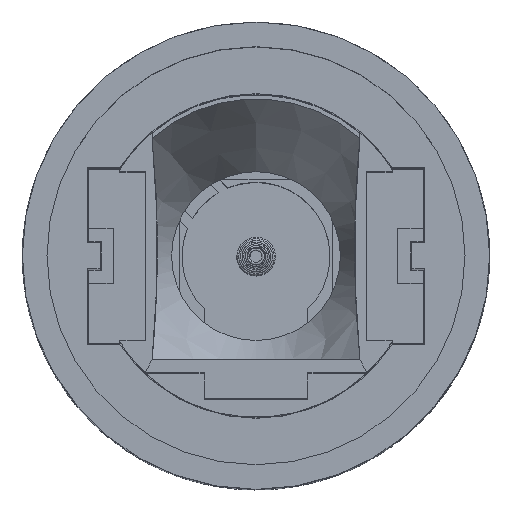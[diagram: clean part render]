
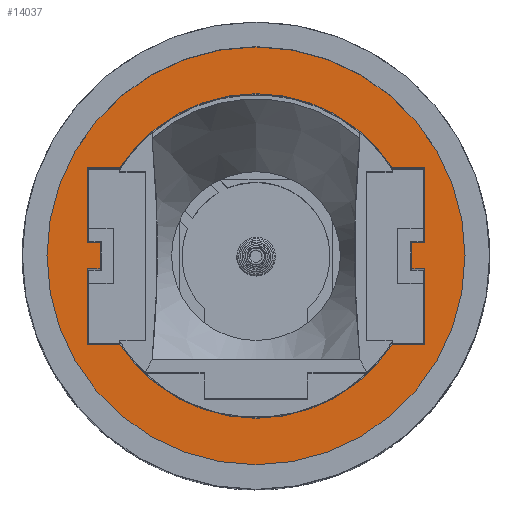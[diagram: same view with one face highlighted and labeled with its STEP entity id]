
A CAD part, top view. The second image highlights one B-rep face of the part: STEP entity #14037.
In plain terms, the highlighted planar face has unit normal (0, 0, 1).
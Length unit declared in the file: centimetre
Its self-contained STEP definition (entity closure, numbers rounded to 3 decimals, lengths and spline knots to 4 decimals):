
#48=FACE_BOUND('',#4996,.T.);
#1099=LINE('',#23092,#2539);
#1102=LINE('',#23097,#2542);
#1103=LINE('',#23100,#2543);
#1106=LINE('',#23106,#2546);
#1108=LINE('',#23111,#2548);
#1111=LINE('',#23116,#2551);
#1113=LINE('',#23120,#2553);
#1115=LINE('',#23124,#2555);
#1118=LINE('',#23132,#2558);
#1119=LINE('',#23135,#2559);
#1121=LINE('',#23139,#2561);
#1124=LINE('',#23146,#2564);
#1125=LINE('',#23149,#2565);
#1127=LINE('',#23152,#2567);
#2539=VECTOR('',#18364,1.);
#2542=VECTOR('',#18369,1.);
#2543=VECTOR('',#18372,1.);
#2546=VECTOR('',#18379,1.);
#2548=VECTOR('',#18383,1.);
#2551=VECTOR('',#18388,1.);
#2553=VECTOR('',#18392,1.);
#2555=VECTOR('',#18396,1.);
#2558=VECTOR('',#18405,1.);
#2559=VECTOR('',#18408,1.);
#2561=VECTOR('',#18412,1.);
#2564=VECTOR('',#18421,1.);
#2565=VECTOR('',#18424,1.);
#2567=VECTOR('',#18428,1.);
#3587=PLANE('',#15217);
#4224=FACE_OUTER_BOUND('',#4995,.T.);
#4995=EDGE_LOOP('',(#12215));
#4996=EDGE_LOOP('',(#12216,#12217,#12218,#12219,#12220,#12221,#12222,#12223,
#12224,#12225,#12226,#12227,#12228,#12229,#12230,#12231));
#5730=CIRCLE('',#15205,0.625);
#5731=CIRCLE('',#15210,0.625);
#5733=CIRCLE('',#15216,0.805);
#6788=VERTEX_POINT('',#23089);
#6789=VERTEX_POINT('',#23091);
#6790=VERTEX_POINT('',#23095);
#6791=VERTEX_POINT('',#23099);
#6792=VERTEX_POINT('',#23104);
#6793=VERTEX_POINT('',#23108);
#6794=VERTEX_POINT('',#23110);
#6795=VERTEX_POINT('',#23114);
#6796=VERTEX_POINT('',#23118);
#6797=VERTEX_POINT('',#23122);
#6798=VERTEX_POINT('',#23126);
#6799=VERTEX_POINT('',#23128);
#6800=VERTEX_POINT('',#23134);
#6801=VERTEX_POINT('',#23138);
#6802=VERTEX_POINT('',#23142);
#6803=VERTEX_POINT('',#23148);
#6805=VERTEX_POINT('',#23156);
#8652=EDGE_CURVE('',#6789,#6788,#1099,.T.);
#8655=EDGE_CURVE('',#6788,#6790,#1102,.T.);
#8656=EDGE_CURVE('',#6791,#6789,#1103,.T.);
#8659=EDGE_CURVE('',#6790,#6792,#1106,.T.);
#8661=EDGE_CURVE('',#6794,#6793,#1108,.T.);
#8664=EDGE_CURVE('',#6793,#6795,#1111,.T.);
#8666=EDGE_CURVE('',#6795,#6796,#1113,.T.);
#8668=EDGE_CURVE('',#6796,#6797,#1115,.T.);
#8670=EDGE_CURVE('',#6799,#6798,#5730,.T.);
#8672=EDGE_CURVE('',#6797,#6799,#1118,.T.);
#8673=EDGE_CURVE('',#6800,#6794,#1119,.T.);
#8675=EDGE_CURVE('',#6801,#6800,#1121,.T.);
#8677=EDGE_CURVE('',#6802,#6801,#5731,.T.);
#8679=EDGE_CURVE('',#6792,#6802,#1124,.T.);
#8680=EDGE_CURVE('',#6803,#6791,#1125,.T.);
#8682=EDGE_CURVE('',#6798,#6803,#1127,.T.);
#8685=EDGE_CURVE('',#6805,#6805,#5733,.T.);
#12215=ORIENTED_EDGE('',*,*,#8685,.T.);
#12216=ORIENTED_EDGE('',*,*,#8670,.T.);
#12217=ORIENTED_EDGE('',*,*,#8682,.T.);
#12218=ORIENTED_EDGE('',*,*,#8680,.T.);
#12219=ORIENTED_EDGE('',*,*,#8656,.T.);
#12220=ORIENTED_EDGE('',*,*,#8652,.T.);
#12221=ORIENTED_EDGE('',*,*,#8655,.T.);
#12222=ORIENTED_EDGE('',*,*,#8659,.T.);
#12223=ORIENTED_EDGE('',*,*,#8679,.T.);
#12224=ORIENTED_EDGE('',*,*,#8677,.T.);
#12225=ORIENTED_EDGE('',*,*,#8675,.T.);
#12226=ORIENTED_EDGE('',*,*,#8673,.T.);
#12227=ORIENTED_EDGE('',*,*,#8661,.T.);
#12228=ORIENTED_EDGE('',*,*,#8664,.T.);
#12229=ORIENTED_EDGE('',*,*,#8666,.T.);
#12230=ORIENTED_EDGE('',*,*,#8668,.T.);
#12231=ORIENTED_EDGE('',*,*,#8672,.T.);
#14037=ADVANCED_FACE('',(#4224,#48),#3587,.F.);
#15205=AXIS2_PLACEMENT_3D('',#23129,#18400,#18401);
#15210=AXIS2_PLACEMENT_3D('',#23143,#18416,#18417);
#15216=AXIS2_PLACEMENT_3D('',#23158,#18434,#18435);
#15217=AXIS2_PLACEMENT_3D('',#23159,#18436,#18437);
#18364=DIRECTION('',(0.,-1.,0.));
#18369=DIRECTION('',(1.,0.,0.));
#18372=DIRECTION('',(-1.,0.,0.));
#18379=DIRECTION('',(0.,-1.,0.));
#18383=DIRECTION('',(1.,0.,0.));
#18388=DIRECTION('',(0.,1.,0.));
#18392=DIRECTION('',(-1.,0.,0.));
#18396=DIRECTION('',(0.,1.,0.));
#18400=DIRECTION('center_axis',(0.,0.,-1.));
#18401=DIRECTION('ref_axis',(0.839,0.544,0.));
#18405=DIRECTION('',(1.,0.,0.));
#18408=DIRECTION('',(0.,1.,0.));
#18412=DIRECTION('',(-1.,0.,0.));
#18416=DIRECTION('center_axis',(0.,0.,-1.));
#18417=DIRECTION('ref_axis',(-0.839,-0.544,0.));
#18421=DIRECTION('',(-1.,0.,0.));
#18424=DIRECTION('',(0.,-1.,0.));
#18428=DIRECTION('',(1.,0.,0.));
#18434=DIRECTION('center_axis',(0.,0.,1.));
#18435=DIRECTION('ref_axis',(1.,0.,0.));
#18436=DIRECTION('center_axis',(0.,0.,-1.));
#18437=DIRECTION('ref_axis',(1.,0.,0.));
#23089=CARTESIAN_POINT('',(0.6,-0.05,1.75));
#23091=CARTESIAN_POINT('',(0.6,0.05,1.75));
#23092=CARTESIAN_POINT('',(0.6,0.025,1.75));
#23095=CARTESIAN_POINT('',(0.65,-0.05,1.75));
#23097=CARTESIAN_POINT('',(0.3,-0.05,1.75));
#23099=CARTESIAN_POINT('',(0.65,0.05,1.75));
#23100=CARTESIAN_POINT('',(0.325,0.05,1.75));
#23104=CARTESIAN_POINT('',(0.65,-0.34,1.75));
#23106=CARTESIAN_POINT('',(0.65,0.025,1.75));
#23108=CARTESIAN_POINT('',(-0.6,-0.05,1.75));
#23110=CARTESIAN_POINT('',(-0.65,-0.05,1.75));
#23111=CARTESIAN_POINT('',(-0.325,-0.05,1.75));
#23114=CARTESIAN_POINT('',(-0.6,0.05,1.75));
#23116=CARTESIAN_POINT('',(-0.6,-0.025,1.75));
#23118=CARTESIAN_POINT('',(-0.65,0.05,1.75));
#23120=CARTESIAN_POINT('',(-0.3,0.05,1.75));
#23122=CARTESIAN_POINT('',(-0.65,0.34,1.75));
#23124=CARTESIAN_POINT('',(-0.65,0.025,1.75));
#23126=CARTESIAN_POINT('',(0.5244,0.34,1.75));
#23128=CARTESIAN_POINT('',(-0.5244,0.34,1.75));
#23129=CARTESIAN_POINT('Origin',(0.,0.,1.75));
#23132=CARTESIAN_POINT('',(-0.2622,0.34,1.75));
#23134=CARTESIAN_POINT('',(-0.65,-0.34,1.75));
#23135=CARTESIAN_POINT('',(-0.65,0.025,1.75));
#23138=CARTESIAN_POINT('',(-0.5244,-0.34,1.75));
#23139=CARTESIAN_POINT('',(-0.325,-0.34,1.75));
#23142=CARTESIAN_POINT('',(0.5244,-0.34,1.75));
#23143=CARTESIAN_POINT('Origin',(0.,0.,1.75));
#23146=CARTESIAN_POINT('',(0.2622,-0.34,1.75));
#23148=CARTESIAN_POINT('',(0.65,0.34,1.75));
#23149=CARTESIAN_POINT('',(0.65,0.025,1.75));
#23152=CARTESIAN_POINT('',(0.325,0.34,1.75));
#23156=CARTESIAN_POINT('',(-0.805,0.,1.75));
#23158=CARTESIAN_POINT('Origin',(0.,0.,1.75));
#23159=CARTESIAN_POINT('Origin',(0.,0.,1.75));
